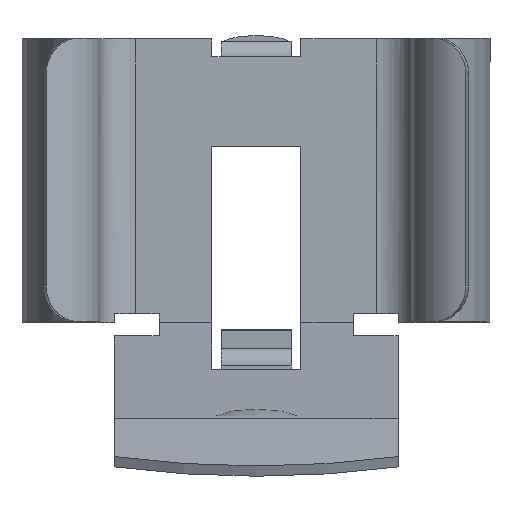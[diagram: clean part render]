
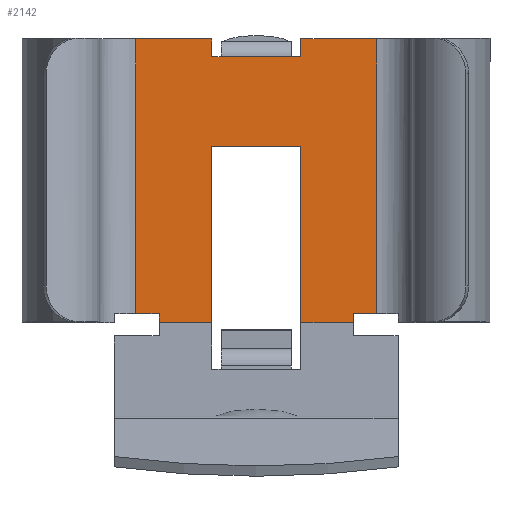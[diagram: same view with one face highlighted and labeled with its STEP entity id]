
A CAD part, top view. The second image highlights one B-rep face of the part: STEP entity #2142.
In plain terms, the highlighted planar face has unit normal (0, 0, 1).
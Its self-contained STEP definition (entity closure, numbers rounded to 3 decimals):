
#26 = VERTEX_POINT ( 'NONE', #3508 ) ;
#32 = CARTESIAN_POINT ( 'NONE',  ( -0.001, 0.2, 0.255 ) ) ;
#43 = CARTESIAN_POINT ( 'NONE',  ( 0.999, 3.175, 0.255 ) ) ;
#72 = PLANE ( 'NONE',  #203 ) ;
#81 = DIRECTION ( 'NONE',  ( 1., 0., 0. ) ) ;
#87 = VECTOR ( 'NONE', #2383, 1000. ) ;
#97 = CARTESIAN_POINT ( 'NONE',  ( 0.999, 5.95, 0.255 ) ) ;
#116 = CARTESIAN_POINT ( 'NONE',  ( -1.001, 1.45, 0.255 ) ) ;
#119 = LINE ( 'NONE', #1374, #1507 ) ;
#176 = VECTOR ( 'NONE', #216, 1000. ) ;
#181 = LINE ( 'NONE', #2822, #2483 ) ;
#203 = AXIS2_PLACEMENT_3D ( 'NONE', #2291, #3146, #1466 ) ;
#216 = DIRECTION ( 'NONE',  ( 0., 1., 0. ) ) ;
#260 = CARTESIAN_POINT ( 'NONE',  ( -3.147, 6.35, 0.255 ) ) ;
#261 = VERTEX_POINT ( 'NONE', #97 ) ;
#262 = CARTESIAN_POINT ( 'NONE',  ( -0.001, 5.95, 0.255 ) ) ;
#281 = VERTEX_POINT ( 'NONE', #2315 ) ;
#320 = VERTEX_POINT ( 'NONE', #661 ) ;
#332 = ORIENTED_EDGE ( 'NONE', *, *, #1169, .F. ) ;
#355 = LINE ( 'NONE', #865, #1532 ) ;
#365 = EDGE_CURVE ( 'NONE', #2939, #401, #355, .T. ) ;
#369 = ORIENTED_EDGE ( 'NONE', *, *, #1972, .F. ) ;
#400 = ORIENTED_EDGE ( 'NONE', *, *, #1629, .T. ) ;
#401 = VERTEX_POINT ( 'NONE', #1353 ) ;
#411 = CARTESIAN_POINT ( 'NONE',  ( -0.001, 0.2, 0.255 ) ) ;
#423 = VECTOR ( 'NONE', #1125, 1000. ) ;
#484 = EDGE_CURVE ( 'NONE', #995, #1849, #3391, .T. ) ;
#509 = LINE ( 'NONE', #876, #1966 ) ;
#611 = VERTEX_POINT ( 'NONE', #2602 ) ;
#643 = ORIENTED_EDGE ( 'NONE', *, *, #840, .T. ) ;
#661 = CARTESIAN_POINT ( 'NONE',  ( -1.001, 3.95, 0.255 ) ) ;
#735 = ORIENTED_EDGE ( 'NONE', *, *, #761, .T. ) ;
#761 = EDGE_CURVE ( 'NONE', #2312, #281, #3189, .T. ) ;
#769 = CARTESIAN_POINT ( 'NONE',  ( 0.785, 5.95, 0.255 ) ) ;
#771 = DIRECTION ( 'NONE',  ( 1., 0., 0. ) ) ;
#840 = EDGE_CURVE ( 'NONE', #611, #3283, #2929, .T. ) ;
#865 = CARTESIAN_POINT ( 'NONE',  ( -0.001, 0., 0.255 ) ) ;
#876 = CARTESIAN_POINT ( 'NONE',  ( -0.001, 0., 0.255 ) ) ;
#880 = ORIENTED_EDGE ( 'NONE', *, *, #1148, .F. ) ;
#887 = ORIENTED_EDGE ( 'NONE', *, *, #1117, .T. ) ;
#895 = LINE ( 'NONE', #2369, #87 ) ;
#953 = CARTESIAN_POINT ( 'NONE',  ( 0.999, 1.45, 0.255 ) ) ;
#954 = DIRECTION ( 'NONE',  ( -1., 0., 0. ) ) ;
#965 = ORIENTED_EDGE ( 'NONE', *, *, #3005, .T. ) ;
#995 = VERTEX_POINT ( 'NONE', #3567 ) ;
#1074 = CARTESIAN_POINT ( 'NONE',  ( 3.141, 6.35, 0.255 ) ) ;
#1117 = EDGE_CURVE ( 'NONE', #3283, #2853, #1647, .T. ) ;
#1122 = DIRECTION ( 'NONE',  ( 0., -1., 0. ) ) ;
#1125 = DIRECTION ( 'NONE',  ( 0., -1., 0. ) ) ;
#1148 = EDGE_CURVE ( 'NONE', #2939, #2358, #895, .T. ) ;
#1169 = EDGE_CURVE ( 'NONE', #1578, #26, #2205, .T. ) ;
#1226 = LINE ( 'NONE', #2544, #423 ) ;
#1262 = CARTESIAN_POINT ( 'NONE',  ( -2.175, 0.2, 0.255 ) ) ;
#1353 = CARTESIAN_POINT ( 'NONE',  ( -1.001, 0., 0.255 ) ) ;
#1366 = VECTOR ( 'NONE', #771, 1000. ) ;
#1369 = CARTESIAN_POINT ( 'NONE',  ( -1.001, 6.35, 0.255 ) ) ;
#1374 = CARTESIAN_POINT ( 'NONE',  ( -0.001, 5.95, 0.255 ) ) ;
#1444 = CARTESIAN_POINT ( 'NONE',  ( 2.175, 0., 0.255 ) ) ;
#1450 = FACE_OUTER_BOUND ( 'NONE', #3145, .T. ) ;
#1466 = DIRECTION ( 'NONE',  ( 0., -1., 0. ) ) ;
#1507 = VECTOR ( 'NONE', #2203, 1000. ) ;
#1526 = VERTEX_POINT ( 'NONE', #769 ) ;
#1532 = VECTOR ( 'NONE', #2862, 1000. ) ;
#1557 = VECTOR ( 'NONE', #2268, 1000. ) ;
#1578 = VERTEX_POINT ( 'NONE', #2190 ) ;
#1607 = EDGE_CURVE ( 'NONE', #3193, #2358, #1645, .T. ) ;
#1629 = EDGE_CURVE ( 'NONE', #995, #261, #3224, .T. ) ;
#1645 = LINE ( 'NONE', #32, #1725 ) ;
#1647 = LINE ( 'NONE', #2654, #2296 ) ;
#1694 = VECTOR ( 'NONE', #81, 1000. ) ;
#1725 = VECTOR ( 'NONE', #1959, 1000. ) ;
#1849 = VERTEX_POINT ( 'NONE', #2100 ) ;
#1893 = EDGE_CURVE ( 'NONE', #1526, #611, #119, .T. ) ;
#1941 = CARTESIAN_POINT ( 'NONE',  ( -2.175, 0., 0.255 ) ) ;
#1959 = DIRECTION ( 'NONE',  ( 1., 0., 0. ) ) ;
#1966 = VECTOR ( 'NONE', #2841, 1000. ) ;
#1972 = EDGE_CURVE ( 'NONE', #2312, #3344, #1226, .T. ) ;
#2041 = DIRECTION ( 'NONE',  ( 0., -1., 0. ) ) ;
#2064 = ORIENTED_EDGE ( 'NONE', *, *, #2547, .T. ) ;
#2081 = CARTESIAN_POINT ( 'NONE',  ( -0.001, 5.95, 0.255 ) ) ;
#2100 = CARTESIAN_POINT ( 'NONE',  ( 2.695, 6.35, 0.255 ) ) ;
#2103 = LINE ( 'NONE', #260, #2778 ) ;
#2106 = ORIENTED_EDGE ( 'NONE', *, *, #2710, .T. ) ;
#2107 = LINE ( 'NONE', #2459, #1366 ) ;
#2133 = CARTESIAN_POINT ( 'NONE',  ( 2.695, 3.175, 0.255 ) ) ;
#2142 = ADVANCED_FACE ( 'NONE', ( #1450 ), #72, .T. ) ;
#2184 = CARTESIAN_POINT ( 'NONE',  ( -2.696, 0.2, 0.255 ) ) ;
#2185 = EDGE_CURVE ( 'NONE', #320, #401, #2852, .T. ) ;
#2190 = CARTESIAN_POINT ( 'NONE',  ( 0.999, 0., 0.255 ) ) ;
#2203 = DIRECTION ( 'NONE',  ( -1., 0., 0. ) ) ;
#2205 = LINE ( 'NONE', #953, #3592 ) ;
#2268 = DIRECTION ( 'NONE',  ( 0., -1., 0. ) ) ;
#2285 = LINE ( 'NONE', #2133, #176 ) ;
#2291 = CARTESIAN_POINT ( 'NONE',  ( -2.696, 6.35, 0.255 ) ) ;
#2296 = VECTOR ( 'NONE', #3216, 1000. ) ;
#2312 = VERTEX_POINT ( 'NONE', #2390 ) ;
#2315 = CARTESIAN_POINT ( 'NONE',  ( 2.695, 0.2, 0.255 ) ) ;
#2358 = VERTEX_POINT ( 'NONE', #1262 ) ;
#2369 = CARTESIAN_POINT ( 'NONE',  ( -2.175, 0., 0.255 ) ) ;
#2383 = DIRECTION ( 'NONE',  ( 0., 1., 0. ) ) ;
#2390 = CARTESIAN_POINT ( 'NONE',  ( 2.175, 0.2, 0.255 ) ) ;
#2446 = VECTOR ( 'NONE', #3270, 1000. ) ;
#2459 = CARTESIAN_POINT ( 'NONE',  ( -0.001, 3.95, 0.255 ) ) ;
#2483 = VECTOR ( 'NONE', #1122, 1000. ) ;
#2541 = ORIENTED_EDGE ( 'NONE', *, *, #3287, .T. ) ;
#2544 = CARTESIAN_POINT ( 'NONE',  ( 2.175, 0.2, 0.255 ) ) ;
#2547 = EDGE_CURVE ( 'NONE', #261, #1526, #3543, .T. ) ;
#2561 = VERTEX_POINT ( 'NONE', #2941 ) ;
#2579 = VECTOR ( 'NONE', #2763, 1000. ) ;
#2602 = CARTESIAN_POINT ( 'NONE',  ( -0.785, 5.95, 0.255 ) ) ;
#2654 = CARTESIAN_POINT ( 'NONE',  ( -1.001, 3.175, 0.255 ) ) ;
#2710 = EDGE_CURVE ( 'NONE', #281, #1849, #2285, .T. ) ;
#2749 = EDGE_CURVE ( 'NONE', #320, #26, #2107, .T. ) ;
#2763 = DIRECTION ( 'NONE',  ( 1., 0., 0. ) ) ;
#2766 = DIRECTION ( 'NONE',  ( 1., 0., 0. ) ) ;
#2775 = VECTOR ( 'NONE', #2041, 1000. ) ;
#2778 = VECTOR ( 'NONE', #2766, 1000. ) ;
#2822 = CARTESIAN_POINT ( 'NONE',  ( -2.696, 3.175, 0.255 ) ) ;
#2841 = DIRECTION ( 'NONE',  ( 1., 0., 0. ) ) ;
#2852 = LINE ( 'NONE', #116, #2775 ) ;
#2853 = VERTEX_POINT ( 'NONE', #1369 ) ;
#2862 = DIRECTION ( 'NONE',  ( 1., 0., 0. ) ) ;
#2927 = ORIENTED_EDGE ( 'NONE', *, *, #484, .F. ) ;
#2929 = LINE ( 'NONE', #262, #2446 ) ;
#2939 = VERTEX_POINT ( 'NONE', #1941 ) ;
#2941 = CARTESIAN_POINT ( 'NONE',  ( -2.696, 6.35, 0.255 ) ) ;
#3005 = EDGE_CURVE ( 'NONE', #1578, #3344, #509, .T. ) ;
#3043 = DIRECTION ( 'NONE',  ( 0., 1., 0. ) ) ;
#3062 = ORIENTED_EDGE ( 'NONE', *, *, #3200, .F. ) ;
#3145 = EDGE_LOOP ( 'NONE', ( #3152, #3489, #332, #965, #369, #735, #2106, #2927, #400, #2064, #3390, #643, #887, #3062, #2541, #3194, #880, #3158 ) ) ;
#3146 = DIRECTION ( 'NONE',  ( 0., 0., 1. ) ) ;
#3152 = ORIENTED_EDGE ( 'NONE', *, *, #2185, .F. ) ;
#3158 = ORIENTED_EDGE ( 'NONE', *, *, #365, .T. ) ;
#3189 = LINE ( 'NONE', #411, #1694 ) ;
#3193 = VERTEX_POINT ( 'NONE', #2184 ) ;
#3194 = ORIENTED_EDGE ( 'NONE', *, *, #1607, .T. ) ;
#3200 = EDGE_CURVE ( 'NONE', #2561, #2853, #2103, .T. ) ;
#3216 = DIRECTION ( 'NONE',  ( 0., 1., 0. ) ) ;
#3224 = LINE ( 'NONE', #43, #1557 ) ;
#3270 = DIRECTION ( 'NONE',  ( -1., 0., 0. ) ) ;
#3283 = VERTEX_POINT ( 'NONE', #3356 ) ;
#3287 = EDGE_CURVE ( 'NONE', #2561, #3193, #181, .T. ) ;
#3344 = VERTEX_POINT ( 'NONE', #1444 ) ;
#3356 = CARTESIAN_POINT ( 'NONE',  ( -1.001, 5.95, 0.255 ) ) ;
#3390 = ORIENTED_EDGE ( 'NONE', *, *, #1893, .T. ) ;
#3391 = LINE ( 'NONE', #1074, #2579 ) ;
#3464 = VECTOR ( 'NONE', #954, 1000. ) ;
#3489 = ORIENTED_EDGE ( 'NONE', *, *, #2749, .T. ) ;
#3508 = CARTESIAN_POINT ( 'NONE',  ( 0.999, 3.95, 0.255 ) ) ;
#3543 = LINE ( 'NONE', #2081, #3464 ) ;
#3567 = CARTESIAN_POINT ( 'NONE',  ( 0.999, 6.35, 0.255 ) ) ;
#3592 = VECTOR ( 'NONE', #3043, 1000. ) ;
